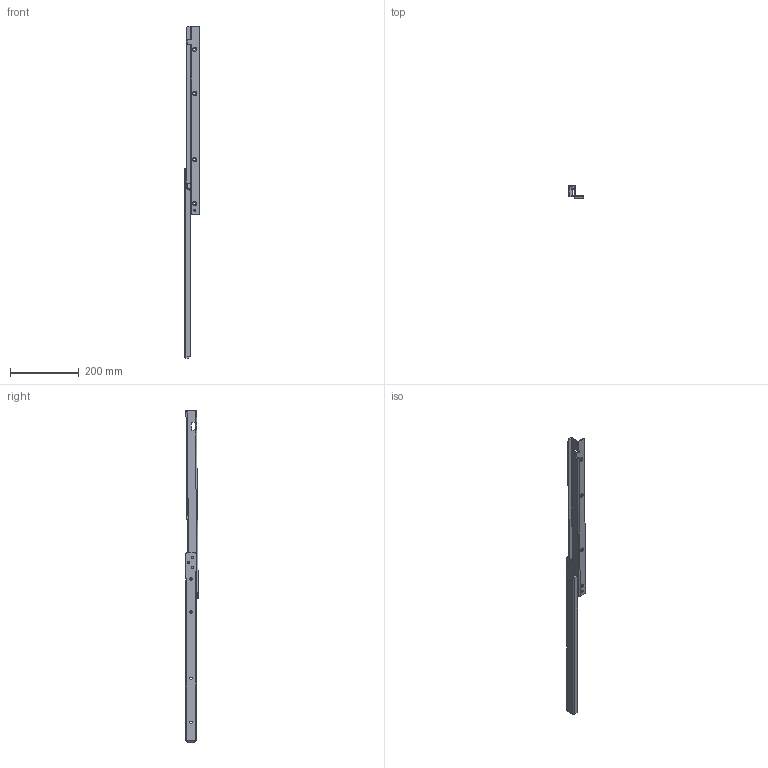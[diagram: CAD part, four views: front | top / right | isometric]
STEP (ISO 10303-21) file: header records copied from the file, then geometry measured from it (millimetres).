
FILE_DESCRIPTION (( 'STEP AP214' ), '1' );
FILE_NAME ('FR_207.0550mm_22inch_open_left.STEP', '2022-11-18T10:43:47', ( '' ), ( '' ), 'SwSTEP 2.0', 'SolidWorks 2020', '' );
FILE_SCHEMA (( 'AUTOMOTIVE_DESIGN' ));
Length unit declared in the file: millimetre
Products named in the file (5): 207.XXX-03.A121_550mm; FR_207.0550mm_22inch_open_left; 207.XXX-03.0000_NL 550; 207.XXX-01.0000_NL 550; 207.XXX-01.A120_550mm
Assembly tree (4 placements, depth 3):
  FR_207.0550mm_22inch_open_left
    207.XXX-01.0000_NL 550
      207.XXX-01.A120_550mm
    207.XXX-03.0000_NL 550
      207.XXX-03.A121_550mm
Bounding box: 42.5 x 36.43 x 964.18 mm (x, y, z)
Volume: 184730.8 mm3; surface area: 132172.2 mm2
Topology: 2 solids, 2 shells, 185 faces, 499 edges, 308 vertices
Faces by surface type: cylinder 84, plane 70, cone 18, bspline 13
Entity records: 6727 total; most frequent: CARTESIAN_POINT 1850, DIRECTION 1007, ORIENTED_EDGE 998, EDGE_CURVE 499, AXIS2_PLACEMENT_3D 375, VERTEX_POINT 308, LINE 257, VECTOR 257
